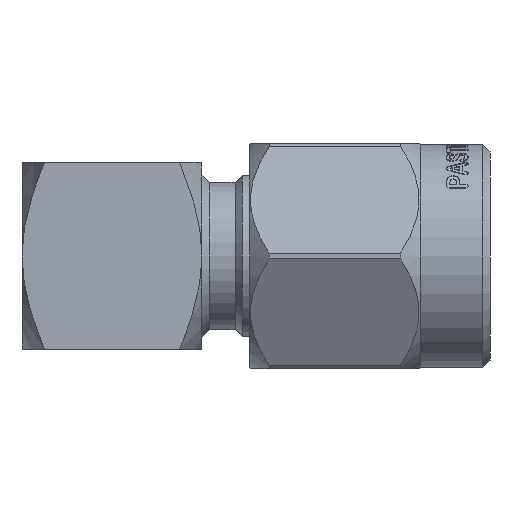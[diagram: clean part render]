
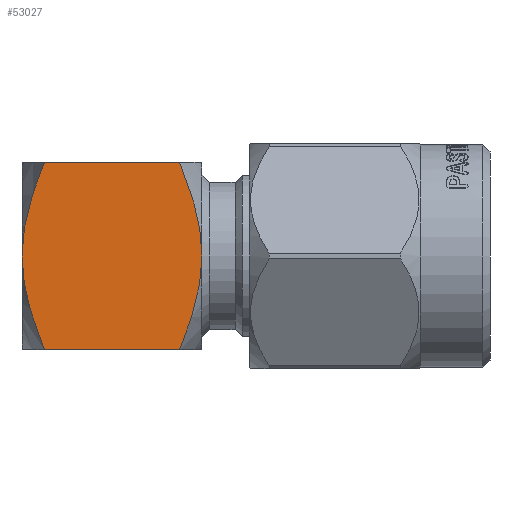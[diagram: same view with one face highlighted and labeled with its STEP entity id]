
A CAD part, front view. The second image highlights one B-rep face of the part: STEP entity #53027.
In plain terms, the highlighted face is planar.
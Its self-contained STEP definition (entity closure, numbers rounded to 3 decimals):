
#3477 = VERTEX_POINT ( 'NONE', #84473 ) ;
#6969 = FACE_OUTER_BOUND ( 'NONE', #82574, .T. ) ;
#9410 = CARTESIAN_POINT ( 'NONE',  ( -3.302, -3.175, -3.302 ) ) ;
#10489 = DIRECTION ( 'NONE',  ( 0., -1., 0. ) ) ;
#11997 = CARTESIAN_POINT ( 'NONE',  ( -3.302, -2.385, -3.302 ) ) ;
#13077 = CARTESIAN_POINT ( 'NONE',  ( -3.302, -3.175, 0. ) ) ;
#15420 = VECTOR ( 'NONE', #10489, 1000. ) ;
#17501 = ORIENTED_EDGE ( 'NONE', *, *, #55669, .T. ) ;
#18501 = B_SPLINE_CURVE_WITH_KNOTS ( 'NONE', 3,
 ( #13077, #85902, #98238, #97698, #73619, #86433, #147457, #11997 ),
 .UNSPECIFIED., .F., .F.,
 ( 4, 2, 2, 4 ),
 ( 0.012, 0.013, 0.014, 0.015 ),
 .UNSPECIFIED. ) ;
#19143 = CARTESIAN_POINT ( 'NONE',  ( -3.302, -3.086, 1.131 ) ) ;
#22996 = VERTEX_POINT ( 'NONE', #133569 ) ;
#24487 = CARTESIAN_POINT ( 'NONE',  ( -3.302, 3.086, 1.131 ) ) ;
#28672 = CARTESIAN_POINT ( 'NONE',  ( -3.302, -2.385, 3.302 ) ) ;
#37806 = CARTESIAN_POINT ( 'NONE',  ( -3.302, 2.601, -2.775 ) ) ;
#38447 = VECTOR ( 'NONE', #138748, 1000. ) ;
#41423 = B_SPLINE_CURVE_WITH_KNOTS ( 'NONE', 3,
 ( #104338, #141181, #67888, #19143, #56118, #117100 ),
 .UNSPECIFIED., .F., .F.,
 ( 4, 2, 4 ),
 ( 0.009, 0.01, 0.012 ),
 .UNSPECIFIED. ) ;
#47178 = EDGE_CURVE ( 'NONE', #55878, #22996, #41423, .T. ) ;
#53027 = ADVANCED_FACE ( 'NONE', ( #6969 ), #111205, .F. ) ;
#53222 = CARTESIAN_POINT ( 'NONE',  ( -3.302, 3.175, 0. ) ) ;
#55669 = EDGE_CURVE ( 'NONE', #98794, #67128, #134175, .T. ) ;
#55878 = VERTEX_POINT ( 'NONE', #28672 ) ;
#56118 = CARTESIAN_POINT ( 'NONE',  ( -3.302, -3.175, 0.573 ) ) ;
#60816 = CARTESIAN_POINT ( 'NONE',  ( -3.302, 3.153, -0.572 ) ) ;
#61934 = DIRECTION ( 'NONE',  ( 0., 0., -1. ) ) ;
#67128 = VERTEX_POINT ( 'NONE', #124033 ) ;
#67888 = CARTESIAN_POINT ( 'NONE',  ( -3.302, -2.798, 2.232 ) ) ;
#71007 = LINE ( 'NONE', #126441, #38447 ) ;
#72230 = CARTESIAN_POINT ( 'NONE',  ( -3.302, 3.175, 0.573 ) ) ;
#73142 = CARTESIAN_POINT ( 'NONE',  ( -3.302, 3.175, 0. ) ) ;
#73619 = CARTESIAN_POINT ( 'NONE',  ( -3.302, -3.013, -1.413 ) ) ;
#73818 = ORIENTED_EDGE ( 'NONE', *, *, #112369, .F. ) ;
#82554 = B_SPLINE_CURVE_WITH_KNOTS ( 'NONE', 3,
 ( #98282, #37806, #99887, #99346, #97755, #60816, #146426, #73142 ),
 .UNSPECIFIED., .F., .F.,
 ( 4, 2, 2, 4 ),
 ( 0.004, 0.005, 0.006, 0.007 ),
 .UNSPECIFIED. ) ;
#82574 = EDGE_LOOP ( 'NONE', ( #85133, #132643, #73818, #149751, #17501, #101832 ) ) ;
#83464 = CARTESIAN_POINT ( 'NONE',  ( -3.302, 2.601, 2.774 ) ) ;
#84473 = CARTESIAN_POINT ( 'NONE',  ( -3.302, 2.385, 3.302 ) ) ;
#85133 = ORIENTED_EDGE ( 'NONE', *, *, #47178, .F. ) ;
#85902 = CARTESIAN_POINT ( 'NONE',  ( -3.302, -3.175, -0.284 ) ) ;
#86433 = CARTESIAN_POINT ( 'NONE',  ( -3.302, -2.796, -2.236 ) ) ;
#89498 = EDGE_CURVE ( 'NONE', #22996, #67128, #18501, .T. ) ;
#97698 = CARTESIAN_POINT ( 'NONE',  ( -3.302, -3.072, -1.135 ) ) ;
#97755 = CARTESIAN_POINT ( 'NONE',  ( -3.302, 3.072, -1.135 ) ) ;
#98002 = EDGE_CURVE ( 'NONE', #98794, #142460, #82554, .T. ) ;
#98238 = CARTESIAN_POINT ( 'NONE',  ( -3.302, -3.153, -0.572 ) ) ;
#98282 = CARTESIAN_POINT ( 'NONE',  ( -3.302, 2.385, -3.302 ) ) ;
#98794 = VERTEX_POINT ( 'NONE', #144797 ) ;
#99346 = CARTESIAN_POINT ( 'NONE',  ( -3.302, 3.013, -1.413 ) ) ;
#99887 = CARTESIAN_POINT ( 'NONE',  ( -3.302, 2.796, -2.236 ) ) ;
#101832 = ORIENTED_EDGE ( 'NONE', *, *, #89498, .F. ) ;
#104338 = CARTESIAN_POINT ( 'NONE',  ( -3.302, -2.385, 3.302 ) ) ;
#111205 = PLANE ( 'NONE',  #123860 ) ;
#112369 = EDGE_CURVE ( 'NONE', #142460, #3477, #132097, .T. ) ;
#117100 = CARTESIAN_POINT ( 'NONE',  ( -3.302, -3.175, 0. ) ) ;
#117951 = EDGE_CURVE ( 'NONE', #3477, #55878, #71007, .T. ) ;
#120363 = CARTESIAN_POINT ( 'NONE',  ( -3.302, 2.385, 3.302 ) ) ;
#123860 = AXIS2_PLACEMENT_3D ( 'NONE', #147057, #135778, #61934 ) ;
#124033 = CARTESIAN_POINT ( 'NONE',  ( -3.302, -2.385, -3.302 ) ) ;
#126441 = CARTESIAN_POINT ( 'NONE',  ( -3.302, -3.175, 3.302 ) ) ;
#132097 = B_SPLINE_CURVE_WITH_KNOTS ( 'NONE', 3,
 ( #144440, #72230, #24487, #132697, #83464, #120363 ),
 .UNSPECIFIED., .F., .F.,
 ( 4, 2, 4 ),
 ( 0.007, 0.009, 0.011 ),
 .UNSPECIFIED. ) ;
#132643 = ORIENTED_EDGE ( 'NONE', *, *, #117951, .F. ) ;
#132697 = CARTESIAN_POINT ( 'NONE',  ( -3.302, 2.798, 2.232 ) ) ;
#133569 = CARTESIAN_POINT ( 'NONE',  ( -3.302, -3.175, 0. ) ) ;
#134175 = LINE ( 'NONE', #9410, #15420 ) ;
#135778 = DIRECTION ( 'NONE',  ( 1., 0., 0. ) ) ;
#138748 = DIRECTION ( 'NONE',  ( 0., -1., 0. ) ) ;
#141181 = CARTESIAN_POINT ( 'NONE',  ( -3.302, -2.601, 2.774 ) ) ;
#142460 = VERTEX_POINT ( 'NONE', #53222 ) ;
#144440 = CARTESIAN_POINT ( 'NONE',  ( -3.302, 3.175, 0. ) ) ;
#144797 = CARTESIAN_POINT ( 'NONE',  ( -3.302, 2.385, -3.302 ) ) ;
#146426 = CARTESIAN_POINT ( 'NONE',  ( -3.302, 3.175, -0.284 ) ) ;
#147057 = CARTESIAN_POINT ( 'NONE',  ( -3.302, -3.175, 3.302 ) ) ;
#147457 = CARTESIAN_POINT ( 'NONE',  ( -3.302, -2.601, -2.775 ) ) ;
#149751 = ORIENTED_EDGE ( 'NONE', *, *, #98002, .F. ) ;
